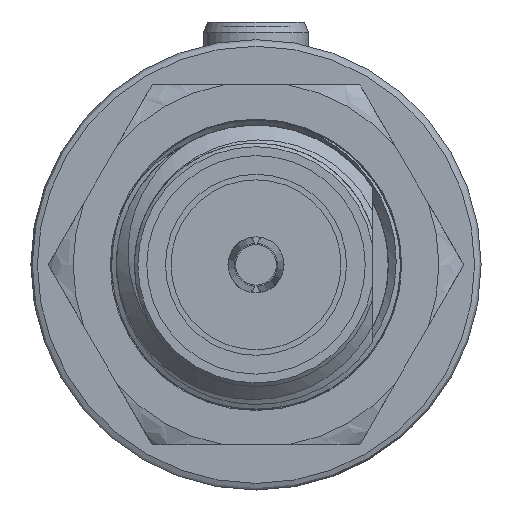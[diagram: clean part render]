
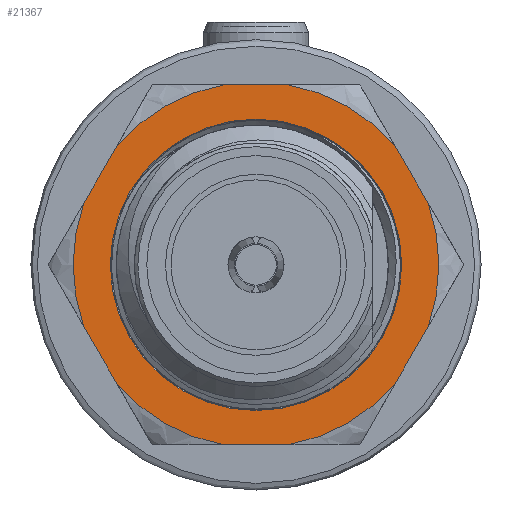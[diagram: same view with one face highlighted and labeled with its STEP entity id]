
A CAD part, front view. The second image highlights one B-rep face of the part: STEP entity #21367.
In plain terms, the highlighted planar face has unit normal (0, -1, 0).
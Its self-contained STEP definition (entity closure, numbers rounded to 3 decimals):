
#3854=LINE('',#40392,#4270);
#3855=LINE('',#40396,#4271);
#3856=LINE('',#40400,#4272);
#3857=LINE('',#40404,#4273);
#3858=LINE('',#40408,#4274);
#3859=LINE('',#40412,#4275);
#4270=VECTOR('',#24770,1000.);
#4271=VECTOR('',#24773,1000.);
#4272=VECTOR('',#24776,1000.);
#4273=VECTOR('',#24779,1000.);
#4274=VECTOR('',#24782,1000.);
#4275=VECTOR('',#24785,1000.);
#4588=PLANE('',#23276);
#5589=ORIENTED_EDGE('',*,*,#11968,.T.);
#5590=ORIENTED_EDGE('',*,*,#11969,.F.);
#5591=ORIENTED_EDGE('',*,*,#11970,.T.);
#5592=ORIENTED_EDGE('',*,*,#11971,.F.);
#5593=ORIENTED_EDGE('',*,*,#11972,.T.);
#5594=ORIENTED_EDGE('',*,*,#11973,.F.);
#5595=ORIENTED_EDGE('',*,*,#11974,.T.);
#5596=ORIENTED_EDGE('',*,*,#11975,.F.);
#5597=ORIENTED_EDGE('',*,*,#11976,.T.);
#5598=ORIENTED_EDGE('',*,*,#11977,.F.);
#5599=ORIENTED_EDGE('',*,*,#11978,.T.);
#5600=ORIENTED_EDGE('',*,*,#11979,.F.);
#5601=ORIENTED_EDGE('',*,*,#11980,.T.);
#11968=EDGE_CURVE('',#15246,#15246,#16985,.F.);
#11969=EDGE_CURVE('',#15247,#15248,#16986,.F.);
#11970=EDGE_CURVE('',#15247,#15249,#3854,.T.);
#11971=EDGE_CURVE('',#15250,#15249,#16987,.F.);
#11972=EDGE_CURVE('',#15250,#15251,#3855,.T.);
#11973=EDGE_CURVE('',#15252,#15251,#16988,.F.);
#11974=EDGE_CURVE('',#15252,#15253,#3856,.T.);
#11975=EDGE_CURVE('',#15254,#15253,#16989,.F.);
#11976=EDGE_CURVE('',#15254,#15255,#3857,.T.);
#11977=EDGE_CURVE('',#15256,#15255,#16990,.F.);
#11978=EDGE_CURVE('',#15256,#15257,#3858,.T.);
#11979=EDGE_CURVE('',#15258,#15257,#16991,.F.);
#11980=EDGE_CURVE('',#15258,#15248,#3859,.T.);
#15246=VERTEX_POINT('',#40388);
#15247=VERTEX_POINT('',#40390);
#15248=VERTEX_POINT('',#40391);
#15249=VERTEX_POINT('',#40393);
#15250=VERTEX_POINT('',#40395);
#15251=VERTEX_POINT('',#40397);
#15252=VERTEX_POINT('',#40399);
#15253=VERTEX_POINT('',#40401);
#15254=VERTEX_POINT('',#40403);
#15255=VERTEX_POINT('',#40405);
#15256=VERTEX_POINT('',#40407);
#15257=VERTEX_POINT('',#40409);
#15258=VERTEX_POINT('',#40411);
#16985=CIRCLE('',#23277,3.3);
#16986=CIRCLE('',#23278,4.142);
#16987=CIRCLE('',#23279,4.142);
#16988=CIRCLE('',#23280,4.142);
#16989=CIRCLE('',#23281,4.142);
#16990=CIRCLE('',#23282,4.142);
#16991=CIRCLE('',#23283,4.142);
#17486=EDGE_LOOP('',(#5589));
#17487=EDGE_LOOP('',(#5590,#5591,#5592,#5593,#5594,#5595,#5596,#5597,#5598,
#5599,#5600,#5601));
#19258=FACE_BOUND('',#17486,.T.);
#19259=FACE_BOUND('',#17487,.T.);
#21367=ADVANCED_FACE('',(#19258,#19259),#4588,.T.);
#23276=AXIS2_PLACEMENT_3D('',#40386,#24764,#24765);
#23277=AXIS2_PLACEMENT_3D('',#40387,#24766,#24767);
#23278=AXIS2_PLACEMENT_3D('',#40389,#24768,#24769);
#23279=AXIS2_PLACEMENT_3D('',#40394,#24771,#24772);
#23280=AXIS2_PLACEMENT_3D('',#40398,#24774,#24775);
#23281=AXIS2_PLACEMENT_3D('',#40402,#24777,#24778);
#23282=AXIS2_PLACEMENT_3D('',#40406,#24780,#24781);
#23283=AXIS2_PLACEMENT_3D('',#40410,#24783,#24784);
#24764=DIRECTION('',(0.,-1.,0.));
#24765=DIRECTION('',(0.,0.,-1.));
#24766=DIRECTION('',(0.,-1.,0.));
#24767=DIRECTION('',(0.,0.,-1.));
#24768=DIRECTION('',(0.,-1.,0.));
#24769=DIRECTION('',(0.,0.,-1.));
#24770=DIRECTION('',(1.,0.,0.));
#24771=DIRECTION('',(0.,-1.,0.));
#24772=DIRECTION('',(0.,0.,-1.));
#24773=DIRECTION('',(0.5,0.,0.866));
#24774=DIRECTION('',(0.,-1.,0.));
#24775=DIRECTION('',(0.,0.,-1.));
#24776=DIRECTION('',(-0.5,0.,0.866));
#24777=DIRECTION('',(0.,-1.,0.));
#24778=DIRECTION('',(0.,0.,-1.));
#24779=DIRECTION('',(-1.,0.,0.));
#24780=DIRECTION('',(0.,-1.,0.));
#24781=DIRECTION('',(0.,0.,-1.));
#24782=DIRECTION('',(-0.5,0.,-0.866));
#24783=DIRECTION('',(0.,-1.,0.));
#24784=DIRECTION('',(0.,0.,-1.));
#24785=DIRECTION('',(0.5,0.,-0.866));
#40386=CARTESIAN_POINT('',(0.,-75.6,0.));
#40387=CARTESIAN_POINT('',(0.,-75.6,0.));
#40388=CARTESIAN_POINT('',(0.,-75.6,-3.3));
#40389=CARTESIAN_POINT('',(0.,-75.6,0.));
#40390=CARTESIAN_POINT('',(-0.744,-75.6,-4.075));
#40391=CARTESIAN_POINT('',(-3.157,-75.6,-2.682));
#40392=CARTESIAN_POINT('',(-2.353,-75.6,-4.075));
#40393=CARTESIAN_POINT('',(0.744,-75.6,-4.075));
#40394=CARTESIAN_POINT('',(0.,-75.6,0.));
#40395=CARTESIAN_POINT('',(3.157,-75.6,-2.682));
#40396=CARTESIAN_POINT('',(2.353,-75.6,-4.075));
#40397=CARTESIAN_POINT('',(3.901,-75.6,-1.393));
#40398=CARTESIAN_POINT('',(0.,-75.6,0.));
#40399=CARTESIAN_POINT('',(3.901,-75.6,1.393));
#40400=CARTESIAN_POINT('',(4.705,-75.6,0.));
#40401=CARTESIAN_POINT('',(3.157,-75.6,2.682));
#40402=CARTESIAN_POINT('',(0.,-75.6,0.));
#40403=CARTESIAN_POINT('',(0.744,-75.6,4.075));
#40404=CARTESIAN_POINT('',(2.353,-75.6,4.075));
#40405=CARTESIAN_POINT('',(-0.744,-75.6,4.075));
#40406=CARTESIAN_POINT('',(0.,-75.6,0.));
#40407=CARTESIAN_POINT('',(-3.157,-75.6,2.682));
#40408=CARTESIAN_POINT('',(-2.353,-75.6,4.075));
#40409=CARTESIAN_POINT('',(-3.901,-75.6,1.393));
#40410=CARTESIAN_POINT('',(0.,-75.6,0.));
#40411=CARTESIAN_POINT('',(-3.901,-75.6,-1.393));
#40412=CARTESIAN_POINT('',(-4.705,-75.6,0.));
